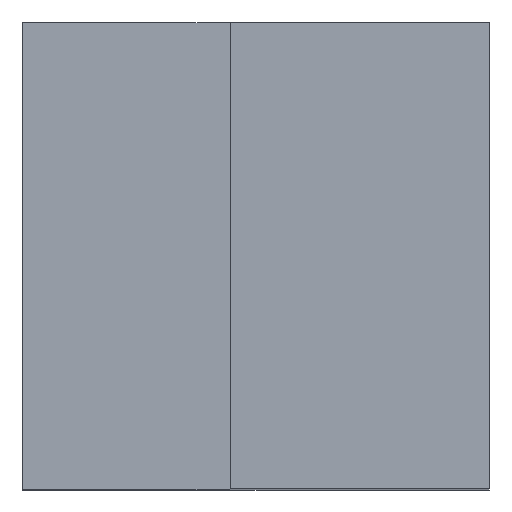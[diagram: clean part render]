
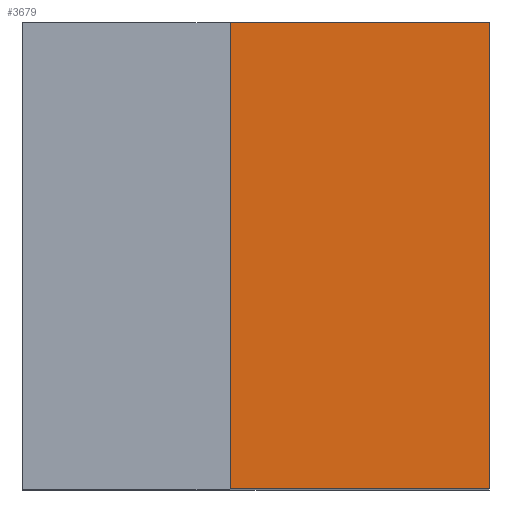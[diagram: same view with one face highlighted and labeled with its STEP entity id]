
A CAD part, top view. The second image highlights one B-rep face of the part: STEP entity #3679.
In plain terms, the highlighted planar face has unit normal (0, 0, 1).
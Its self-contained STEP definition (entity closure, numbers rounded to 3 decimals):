
#696=ORIENTED_EDGE('',*,*,#1052,.F.);
#697=ORIENTED_EDGE('',*,*,#1051,.T.);
#698=ORIENTED_EDGE('',*,*,#1041,.T.);
#699=ORIENTED_EDGE('',*,*,#1032,.T.);
#1032=EDGE_CURVE('',#1247,#1245,#1582,.T.);
#1041=EDGE_CURVE('',#1254,#1247,#1590,.T.);
#1051=EDGE_CURVE('',#1260,#1254,#1597,.T.);
#1052=EDGE_CURVE('',#1260,#1245,#1598,.T.);
#1245=VERTEX_POINT('',#5164);
#1247=VERTEX_POINT('',#5167);
#1254=VERTEX_POINT('',#5185);
#1260=VERTEX_POINT('',#5203);
#1582=LINE('',#5166,#1920);
#1590=LINE('',#5184,#1928);
#1597=LINE('',#5205,#1935);
#1598=LINE('',#5207,#1936);
#1920=VECTOR('',#4460,1000.);
#1928=VECTOR('',#4474,1000.);
#1935=VECTOR('',#4495,1000.);
#1936=VECTOR('',#4498,1000.);
#2107=EDGE_LOOP('',(#696,#697,#698,#699));
#2283=FACE_BOUND('',#2107,.T.);
#2438=PLANE('',#3843);
#3679=ADVANCED_FACE('',(#2283),#2438,.T.);
#3843=AXIS2_PLACEMENT_3D('',#5206,#4496,#4497);
#4460=DIRECTION('',(-1.,0.,0.));
#4474=DIRECTION('',(0.,1.,0.));
#4495=DIRECTION('',(1.,0.,0.));
#4496=DIRECTION('',(0.,0.,1.));
#4497=DIRECTION('',(1.,0.,0.));
#4498=DIRECTION('',(0.,1.,0.));
#5164=CARTESIAN_POINT('',(-0.5,4.5,14.));
#5166=CARTESIAN_POINT('',(4.5,4.5,14.));
#5167=CARTESIAN_POINT('',(4.5,4.5,14.));
#5184=CARTESIAN_POINT('',(4.5,-4.5,14.));
#5185=CARTESIAN_POINT('',(4.5,-4.5,14.));
#5203=CARTESIAN_POINT('',(-0.5,-4.5,14.));
#5205=CARTESIAN_POINT('',(-4.5,-4.5,14.));
#5206=CARTESIAN_POINT('',(-4.5,-4.5,14.));
#5207=CARTESIAN_POINT('',(-0.5,-4.5,14.));
